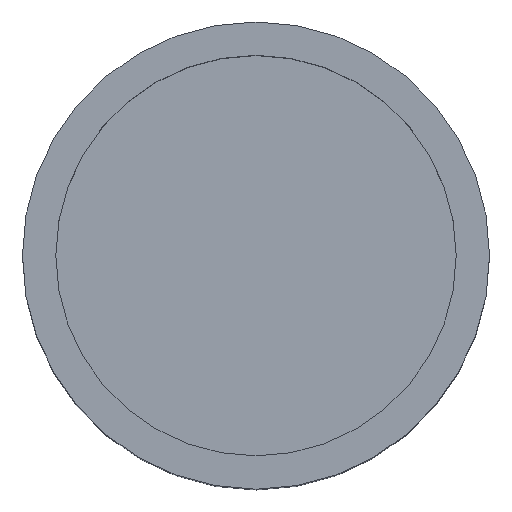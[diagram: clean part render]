
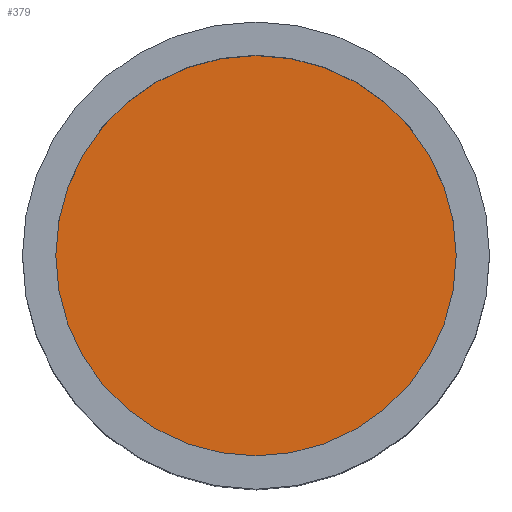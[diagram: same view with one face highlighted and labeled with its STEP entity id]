
A CAD part, top view. The second image highlights one B-rep face of the part: STEP entity #379.
In plain terms, the highlighted planar face has unit normal (0, 0, 1).
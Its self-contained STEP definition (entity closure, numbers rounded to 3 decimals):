
#156=CARTESIAN_POINT('',(0.,0.,-1.));
#157=DIRECTION('',(0.,0.,1.));
#158=DIRECTION('',(1.,0.,0.));
#159=AXIS2_PLACEMENT_3D('',#156,#157,#158);
#169=CARTESIAN_POINT('',(0.,0.,-1.));
#170=DIRECTION('',(0.,0.,-1.));
#171=DIRECTION('',(1.,0.,0.));
#172=AXIS2_PLACEMENT_3D('',#169,#170,#171);
#208=CARTESIAN_POINT('',(1.5,0.,-1.));
#210=VERTEX_POINT('',#208);
#212=CARTESIAN_POINT('',(-1.5,0.,-1.));
#214=VERTEX_POINT('',#212);
#370=CARTESIAN_POINT('',(0.,0.,-1.));
#371=DIRECTION('',(0.,0.,1.));
#372=DIRECTION('',(-1.,0.,0.));
#373=AXIS2_PLACEMENT_3D('',#370,#371,#372);
#374=PLANE('',#373);
#375=ORIENTED_EDGE('',*,*,#365,.T.);
#376=ORIENTED_EDGE('',*,*,#349,.F.);
#377=EDGE_LOOP('',(#375,#376));
#378=FACE_OUTER_BOUND('',#377,.F.);
#379=ADVANCED_FACE('',(#378),#374,.T.);
#160=CIRCLE('',#159,1.5);
#173=CIRCLE('',#172,1.5);
#349=EDGE_CURVE('',#210,#214,#160,.T.);
#365=EDGE_CURVE('',#210,#214,#173,.T.);
